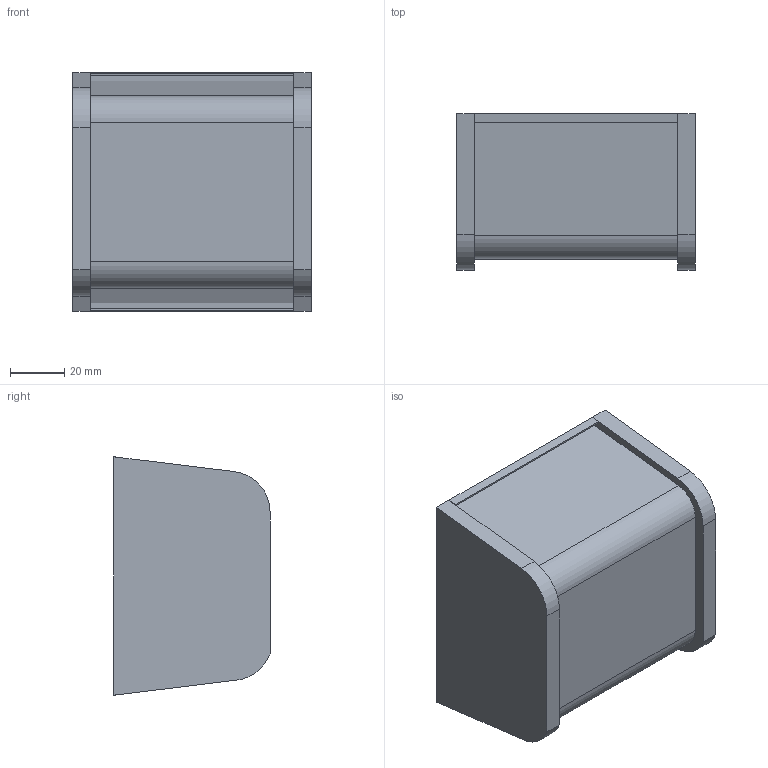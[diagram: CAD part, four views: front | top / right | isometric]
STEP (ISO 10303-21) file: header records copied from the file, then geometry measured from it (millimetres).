
FILE_DESCRIPTION (( 'STEP AP214' ), '1' );
FILE_NAME ('F000716_3D.step', '2022-10-10T14:05:21', ( '' ), ( '' ), 'SwSTEP 2.0', 'SolidWorks 2020', '' );
FILE_SCHEMA (( 'AUTOMOTIVE_DESIGN' ));
Length unit declared in the file: millimetre
Products named in the file (1): F000716_3D
Bounding box: 88 x 57.6 x 87.96 mm (x, y, z)
Volume: 67961.3 mm3; surface area: 49307.8 mm2
Topology: 3 solids, 3 shells, 47 faces, 116 edges, 76 vertices
Faces by surface type: plane 31, cylinder 16
Entity records: 1426 total; most frequent: CARTESIAN_POINT 264, ORIENTED_EDGE 232, DIRECTION 220, EDGE_CURVE 116, VECTOR 92, LINE 92, VERTEX_POINT 76, AXIS2_PLACEMENT_3D 64
